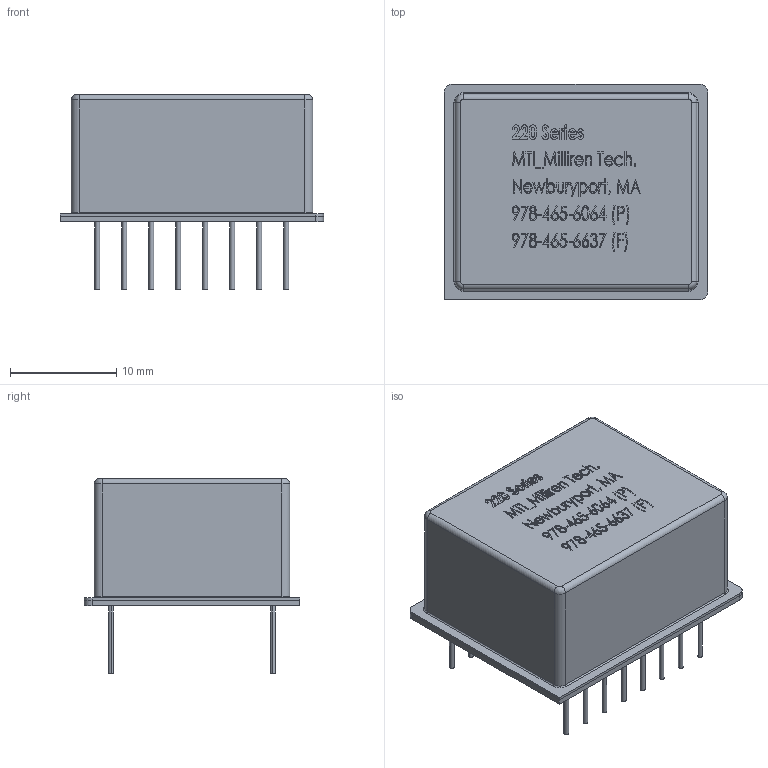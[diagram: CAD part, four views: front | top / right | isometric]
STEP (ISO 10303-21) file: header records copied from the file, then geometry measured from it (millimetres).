
FILE_DESCRIPTION (( 'STEP AP203' ), '1' );
FILE_NAME ('220.STEP', '2012-09-13T17:05:08', ( '' ), ( '' ), 'SwSTEP 2.0', 'SolidWorks 2012', '' );
FILE_SCHEMA (( 'CONFIG_CONTROL_DESIGN' ));
Length unit declared in the file: inch
Products named in the file (1): 220
Bounding box: 24.77 x 20.32 x 18.34 mm (x, y, z)
Volume: 5089 mm3; surface area: 3128.4 mm2
Topology: 2 solids, 2 shells, 919 faces, 2378 edges, 1580 vertices
Faces by surface type: plane 508, bspline 353, cylinder 50, torus 8
Entity records: 44527 total; most frequent: CARTESIAN_POINT 24287, ORIENTED_EDGE 4756, DIRECTION 2914, EDGE_CURVE 2378, VERTEX_POINT 1580, LINE 1564, VECTOR 1564, EDGE_LOOP 1036
